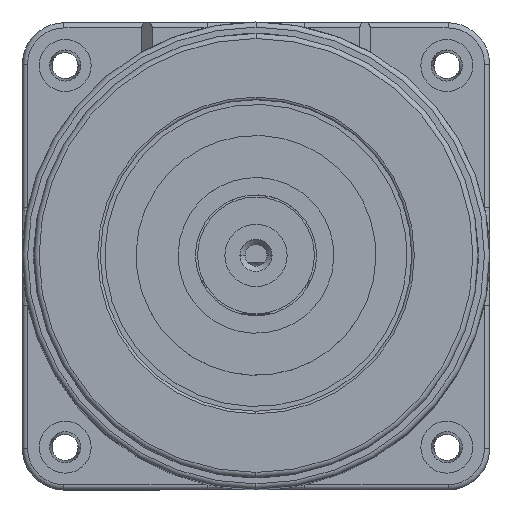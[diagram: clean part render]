
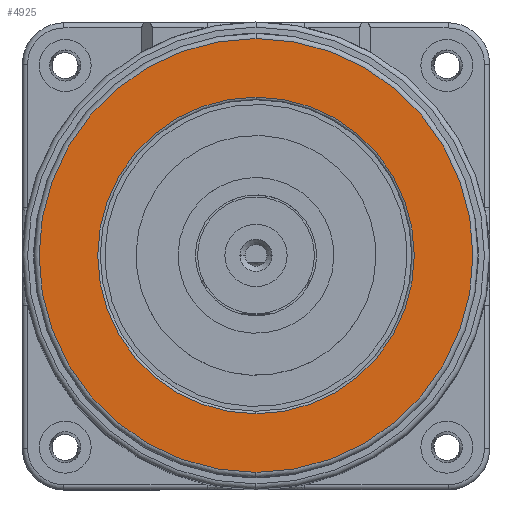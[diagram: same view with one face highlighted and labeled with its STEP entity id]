
A CAD part, top view. The second image highlights one B-rep face of the part: STEP entity #4925.
In plain terms, the highlighted planar face has unit normal (0, 0, 1).
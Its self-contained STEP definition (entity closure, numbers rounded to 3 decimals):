
#157 = VERTEX_POINT ( 'NONE', #1223 ) ;
#236 = EDGE_CURVE ( 'NONE', #157, #2422, #2509, .T. ) ;
#454 = DIRECTION ( 'NONE',  ( 0., 0., 1. ) ) ;
#549 = AXIS2_PLACEMENT_3D ( 'NONE', #6715, #1583, #3912 ) ;
#733 = CARTESIAN_POINT ( 'NONE',  ( -34.668, -14.839, 52.5 ) ) ;
#997 = FACE_OUTER_BOUND ( 'NONE', #5729, .T. ) ;
#1223 = CARTESIAN_POINT ( 'NONE',  ( -34.668, 46.161, 52.5 ) ) ;
#1428 = DIRECTION ( 'NONE',  ( 0., -1., 0. ) ) ;
#1498 = DIRECTION ( 'NONE',  ( 0., 0., 1. ) ) ;
#1583 = DIRECTION ( 'NONE',  ( 0., 0., -1. ) ) ;
#1650 = DIRECTION ( 'NONE',  ( 0., 0., 1. ) ) ;
#1845 = VERTEX_POINT ( 'NONE', #2194 ) ;
#2194 = CARTESIAN_POINT ( 'NONE',  ( -34.668, 57.461, 52.5 ) ) ;
#2231 = EDGE_CURVE ( 'NONE', #1845, #6953, #2416, .T. ) ;
#2380 = AXIS2_PLACEMENT_3D ( 'NONE', #4313, #6576, #1428 ) ;
#2416 = CIRCLE ( 'NONE', #2907, 41.8 ) ;
#2422 = VERTEX_POINT ( 'NONE', #733 ) ;
#2509 = CIRCLE ( 'NONE', #2380, 30.5 ) ;
#2768 = DIRECTION ( 'NONE',  ( 0., -1., 0. ) ) ;
#2848 = CIRCLE ( 'NONE', #6982, 41.8 ) ;
#2856 = CIRCLE ( 'NONE', #549, 30.5 ) ;
#2907 = AXIS2_PLACEMENT_3D ( 'NONE', #6779, #1650, #3977 ) ;
#3334 = PLANE ( 'NONE',  #5948 ) ;
#3830 = DIRECTION ( 'NONE',  ( 0., -1., 0. ) ) ;
#3912 = DIRECTION ( 'NONE',  ( 0., -1., 0. ) ) ;
#3977 = DIRECTION ( 'NONE',  ( 0., -1., 0. ) ) ;
#4234 = EDGE_CURVE ( 'NONE', #6953, #1845, #2848, .T. ) ;
#4313 = CARTESIAN_POINT ( 'NONE',  ( -34.668, 15.661, 52.5 ) ) ;
#4488 = CARTESIAN_POINT ( 'NONE',  ( -34.668, -26.139, 52.5 ) ) ;
#4566 = EDGE_CURVE ( 'NONE', #2422, #157, #2856, .T. ) ;
#4925 = ADVANCED_FACE ( 'NONE', ( #6151, #997 ), #3334, .T. ) ;
#5610 = CARTESIAN_POINT ( 'NONE',  ( -34.668, 58.461, 52.5 ) ) ;
#5729 = EDGE_LOOP ( 'NONE', ( #6478, #6621 ) ) ;
#5929 = ORIENTED_EDGE ( 'NONE', *, *, #4566, .T. ) ;
#5948 = AXIS2_PLACEMENT_3D ( 'NONE', #5610, #454, #2768 ) ;
#6151 = FACE_BOUND ( 'NONE', #6637, .T. ) ;
#6198 = ORIENTED_EDGE ( 'NONE', *, *, #236, .T. ) ;
#6478 = ORIENTED_EDGE ( 'NONE', *, *, #4234, .T. ) ;
#6576 = DIRECTION ( 'NONE',  ( 0., 0., -1. ) ) ;
#6621 = ORIENTED_EDGE ( 'NONE', *, *, #2231, .T. ) ;
#6635 = CARTESIAN_POINT ( 'NONE',  ( -34.668, 15.661, 52.5 ) ) ;
#6637 = EDGE_LOOP ( 'NONE', ( #5929, #6198 ) ) ;
#6715 = CARTESIAN_POINT ( 'NONE',  ( -34.668, 15.661, 52.5 ) ) ;
#6779 = CARTESIAN_POINT ( 'NONE',  ( -34.668, 15.661, 52.5 ) ) ;
#6953 = VERTEX_POINT ( 'NONE', #4488 ) ;
#6982 = AXIS2_PLACEMENT_3D ( 'NONE', #6635, #1498, #3830 ) ;
